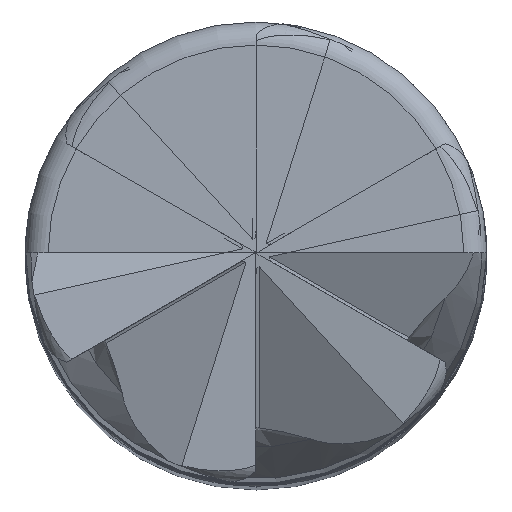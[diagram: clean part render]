
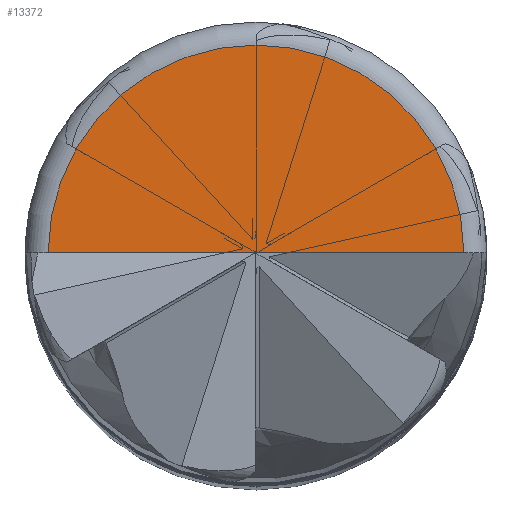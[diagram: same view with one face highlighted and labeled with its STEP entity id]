
A CAD part, top view. The second image highlights one B-rep face of the part: STEP entity #13372.
In plain terms, the highlighted planar face has unit normal (0, 0, 1).
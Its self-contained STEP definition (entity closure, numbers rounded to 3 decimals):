
#13298=DIRECTION('',(-1.,0.,0.));
#13299=VECTOR('',#13298,9.);
#13300=CARTESIAN_POINT('',(4.5,0.,80.));
#13301=LINE('',#13300,#13299);
#13302=CARTESIAN_POINT('',(0.,0.,80.));
#13303=DIRECTION('',(0.,0.,1.));
#13304=DIRECTION('',(1.,0.,0.));
#13305=AXIS2_PLACEMENT_3D('',#13302,#13303,#13304);
#13345=CARTESIAN_POINT('',(4.5,0.,80.));
#13346=CARTESIAN_POINT('',(-4.5,0.,80.));
#13347=VERTEX_POINT('',#13345);
#13348=VERTEX_POINT('',#13346);
#13361=CARTESIAN_POINT('',(0.,0.,80.));
#13362=DIRECTION('',(0.,0.,1.));
#13363=DIRECTION('',(-0.991,-0.134,0.));
#13364=AXIS2_PLACEMENT_3D('',#13361,#13362,#13363);
#13365=PLANE('',#13364);
#13367=ORIENTED_EDGE('',*,*,#13366,.T.);
#13369=ORIENTED_EDGE('',*,*,#13368,.F.);
#13370=EDGE_LOOP('',(#13367,#13369));
#13371=FACE_OUTER_BOUND('',#13370,.F.);
#13306=CIRCLE('',#13305,4.5);
#13366=EDGE_CURVE('',#13347,#13348,#13301,.T.);
#13368=EDGE_CURVE('',#13347,#13348,#13306,.T.);
#13372=ADVANCED_FACE('',(#13371),#13365,.T.);
